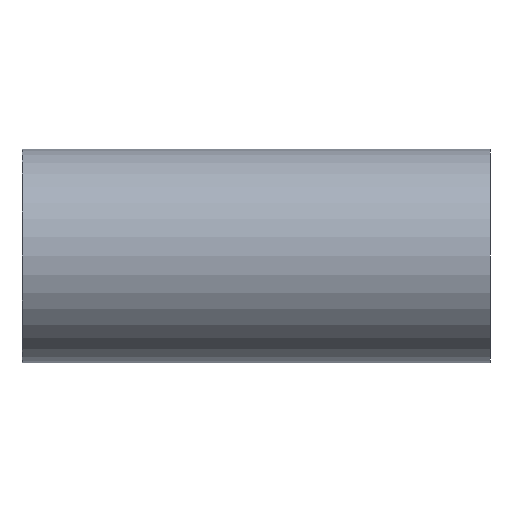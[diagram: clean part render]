
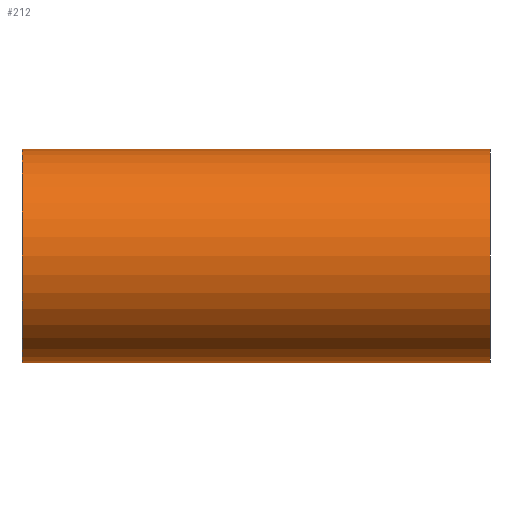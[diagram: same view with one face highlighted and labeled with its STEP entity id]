
A CAD part, left-side view. The second image highlights one B-rep face of the part: STEP entity #212.
In plain terms, the highlighted cylindrical face has radius 171.45 mm (diameter 342.9 mm), a partial arc.
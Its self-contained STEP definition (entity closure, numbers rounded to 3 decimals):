
#4 = DIRECTION ( 'NONE',  ( 0., -1., 0. ) ) ;
#12 = EDGE_CURVE ( 'NONE', #25, #95, #15, .T. ) ;
#15 = LINE ( 'NONE', #30, #220 ) ;
#24 = CARTESIAN_POINT ( 'NONE',  ( 0., -250., -171.45 ) ) ;
#25 = VERTEX_POINT ( 'NONE', #170 ) ;
#30 = CARTESIAN_POINT ( 'NONE',  ( 0., 500., 171.45 ) ) ;
#37 = EDGE_LOOP ( 'NONE', ( #236, #193, #136, #188 ) ) ;
#51 = CARTESIAN_POINT ( 'NONE',  ( 0., 500., 0. ) ) ;
#55 = CYLINDRICAL_SURFACE ( 'NONE', #148, 171.45 ) ;
#61 = EDGE_CURVE ( 'NONE', #213, #95, #177, .T. ) ;
#63 = DIRECTION ( 'NONE',  ( 0., 0., 1. ) ) ;
#64 = CARTESIAN_POINT ( 'NONE',  ( 0., -250., 171.45 ) ) ;
#75 = VECTOR ( 'NONE', #203, 1000. ) ;
#85 = EDGE_CURVE ( 'NONE', #175, #213, #150, .T. ) ;
#91 = EDGE_CURVE ( 'NONE', #175, #25, #132, .T. ) ;
#95 = VERTEX_POINT ( 'NONE', #64 ) ;
#103 = CARTESIAN_POINT ( 'NONE',  ( 0., 500., -171.45 ) ) ;
#104 = DIRECTION ( 'NONE',  ( 0., 1., 0. ) ) ;
#111 = DIRECTION ( 'NONE',  ( 0., 0., -1. ) ) ;
#128 = DIRECTION ( 'NONE',  ( 0., 0., 1. ) ) ;
#132 = CIRCLE ( 'NONE', #226, 171.45 ) ;
#136 = ORIENTED_EDGE ( 'NONE', *, *, #85, .T. ) ;
#148 = AXIS2_PLACEMENT_3D ( 'NONE', #51, #4, #111 ) ;
#150 = LINE ( 'NONE', #103, #75 ) ;
#166 = CARTESIAN_POINT ( 'NONE',  ( 0., -250., 0. ) ) ;
#170 = CARTESIAN_POINT ( 'NONE',  ( 0., 500., 171.45 ) ) ;
#175 = VERTEX_POINT ( 'NONE', #247 ) ;
#176 = FACE_OUTER_BOUND ( 'NONE', #37, .T. ) ;
#177 = CIRCLE ( 'NONE', #240, 171.45 ) ;
#185 = DIRECTION ( 'NONE',  ( 0., 1., 0. ) ) ;
#187 = CARTESIAN_POINT ( 'NONE',  ( 0., 500., 0. ) ) ;
#188 = ORIENTED_EDGE ( 'NONE', *, *, #61, .T. ) ;
#193 = ORIENTED_EDGE ( 'NONE', *, *, #91, .F. ) ;
#203 = DIRECTION ( 'NONE',  ( 0., -1., 0. ) ) ;
#212 = ADVANCED_FACE ( 'NONE', ( #176 ), #55, .T. ) ;
#213 = VERTEX_POINT ( 'NONE', #24 ) ;
#220 = VECTOR ( 'NONE', #223, 1000. ) ;
#223 = DIRECTION ( 'NONE',  ( 0., -1., 0. ) ) ;
#226 = AXIS2_PLACEMENT_3D ( 'NONE', #187, #104, #128 ) ;
#236 = ORIENTED_EDGE ( 'NONE', *, *, #12, .F. ) ;
#240 = AXIS2_PLACEMENT_3D ( 'NONE', #166, #185, #63 ) ;
#247 = CARTESIAN_POINT ( 'NONE',  ( 0., 500., -171.45 ) ) ;
